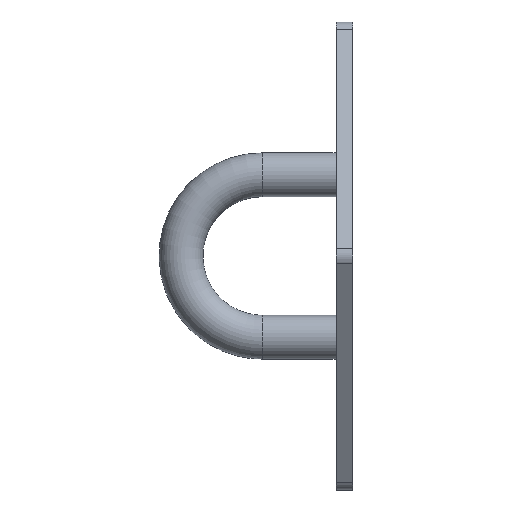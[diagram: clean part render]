
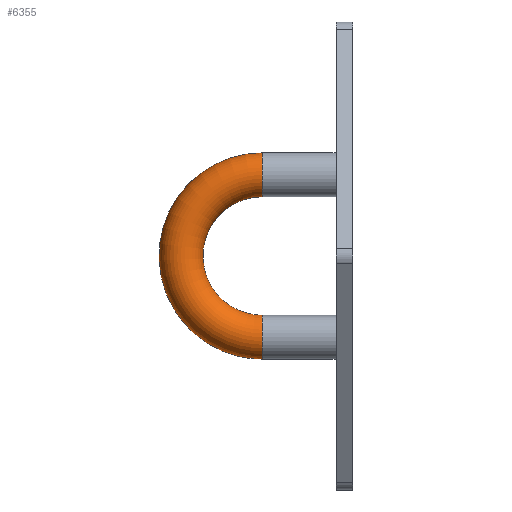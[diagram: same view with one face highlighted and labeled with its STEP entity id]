
A CAD part, left-side view. The second image highlights one B-rep face of the part: STEP entity #6355.
In plain terms, the highlighted toroidal (fillet/blend) face has major radius 11.1 mm and minor radius 3 mm.
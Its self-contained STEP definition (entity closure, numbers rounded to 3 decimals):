
#187 = DIRECTION ( 'NONE',  ( 0., 1., 0. ) ) ;
#209 = EDGE_LOOP ( 'NONE', ( #11934 ) ) ;
#1258 = DIRECTION ( 'NONE',  ( -1., 0., 0. ) ) ;
#1487 = FACE_OUTER_BOUND ( 'NONE', #209, .T. ) ;
#1526 = CIRCLE ( 'NONE', #5290, 3. ) ;
#2087 = AXIS2_PLACEMENT_3D ( 'NONE', #2978, #12682, #13721 ) ;
#2333 = VERTEX_POINT ( 'NONE', #12751 ) ;
#2360 = CARTESIAN_POINT ( 'NONE',  ( 0., 12.4, 0. ) ) ;
#2978 = CARTESIAN_POINT ( 'NONE',  ( 0., 12.4, 11.1 ) ) ;
#5019 = CIRCLE ( 'NONE', #2087, 3. ) ;
#5172 = VERTEX_POINT ( 'NONE', #8306 ) ;
#5290 = AXIS2_PLACEMENT_3D ( 'NONE', #11970, #187, #7673 ) ;
#6355 = ADVANCED_FACE ( 'NONE', ( #1487, #7503 ), #9559, .T. ) ;
#7503 = FACE_OUTER_BOUND ( 'NONE', #11401, .T. ) ;
#7673 = DIRECTION ( 'NONE',  ( 0., 0., 1. ) ) ;
#7967 = ORIENTED_EDGE ( 'NONE', *, *, #11324, .T. ) ;
#8306 = CARTESIAN_POINT ( 'NONE',  ( 0., 12.4, -8.1 ) ) ;
#9559 = TOROIDAL_SURFACE ( 'NONE', #10045, 11.1, 3. ) ;
#9878 = DIRECTION ( 'NONE',  ( 0., 0., 1. ) ) ;
#10045 = AXIS2_PLACEMENT_3D ( 'NONE', #2360, #1258, #9878 ) ;
#11324 = EDGE_CURVE ( 'NONE', #5172, #5172, #1526, .T. ) ;
#11401 = EDGE_LOOP ( 'NONE', ( #7967 ) ) ;
#11934 = ORIENTED_EDGE ( 'NONE', *, *, #12749, .F. ) ;
#11970 = CARTESIAN_POINT ( 'NONE',  ( 0., 12.4, -11.1 ) ) ;
#12682 = DIRECTION ( 'NONE',  ( 0., -1., 0. ) ) ;
#12749 = EDGE_CURVE ( 'NONE', #2333, #2333, #5019, .T. ) ;
#12751 = CARTESIAN_POINT ( 'NONE',  ( 0., 12.4, 8.1 ) ) ;
#13721 = DIRECTION ( 'NONE',  ( 0., 0., -1. ) ) ;
